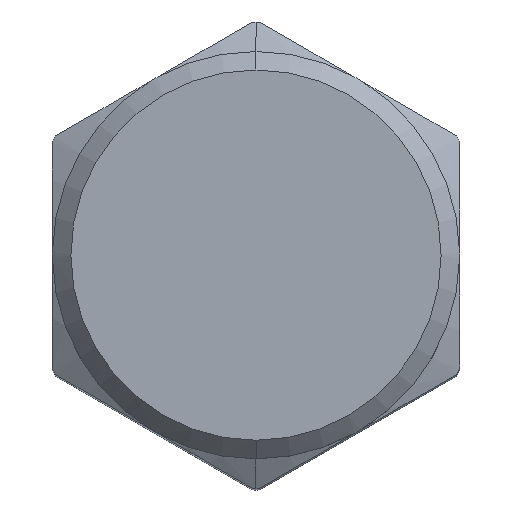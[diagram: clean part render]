
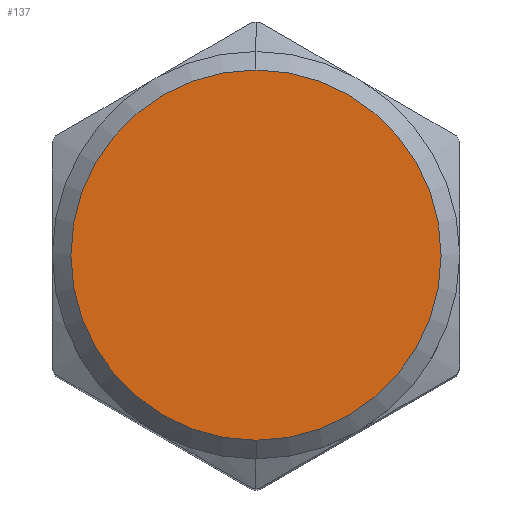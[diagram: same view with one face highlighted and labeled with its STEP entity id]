
A CAD part, top view. The second image highlights one B-rep face of the part: STEP entity #137.
In plain terms, the highlighted planar face has unit normal (0, 0, 1).
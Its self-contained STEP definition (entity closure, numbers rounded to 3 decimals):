
#137=ADVANCED_FACE('',(#269),#270,.T.);
#269=FACE_OUTER_BOUND('',#392,.T.);
#270=PLANE('',#393);
#392=EDGE_LOOP('',(#739,#740));
#393=AXIS2_PLACEMENT_3D('',#741,#742,#743);
#739=ORIENTED_EDGE('',*,*,#763,.T.);
#740=ORIENTED_EDGE('',*,*,#869,.T.);
#741=CARTESIAN_POINT('',(0.,-5.,50.0));
#742=DIRECTION('',(0.,0.,1.0));
#743=DIRECTION('',(0.,-1.0,0.0));
#763=EDGE_CURVE('',#901,#912,#914,.T.);
#869=EDGE_CURVE('',#912,#901,#1069,.T.);
#901=VERTEX_POINT('',#1105);
#912=VERTEX_POINT('',#1144);
#914=CIRCLE('',#1147,10.0);
#1069=CIRCLE('',#1473,10.0);
#1105=CARTESIAN_POINT('',(0.,-10.,50.0));
#1144=CARTESIAN_POINT('',(0.,10.0,50.0));
#1147=AXIS2_PLACEMENT_3D('',#1510,#1511,#1512);
#1473=AXIS2_PLACEMENT_3D('',#1627,#1628,#1629);
#1510=CARTESIAN_POINT('',(0.,0.,50.0));
#1511=DIRECTION('',(0.,0.,1.0));
#1512=DIRECTION('',(0.,-1.0,0.));
#1627=CARTESIAN_POINT('',(0.,0.,50.0));
#1628=DIRECTION('',(0.,0.,1.0));
#1629=DIRECTION('',(0.,-1.0,0.));
